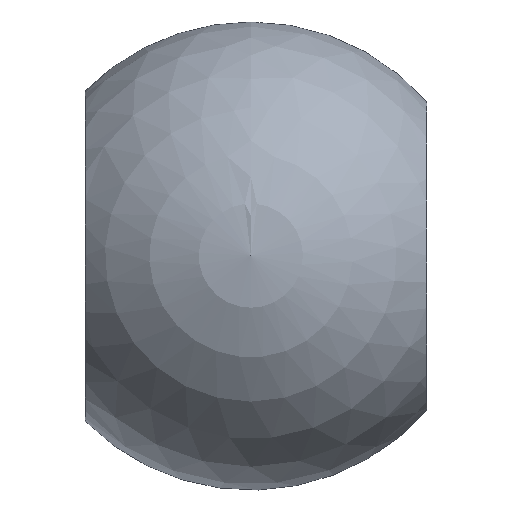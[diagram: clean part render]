
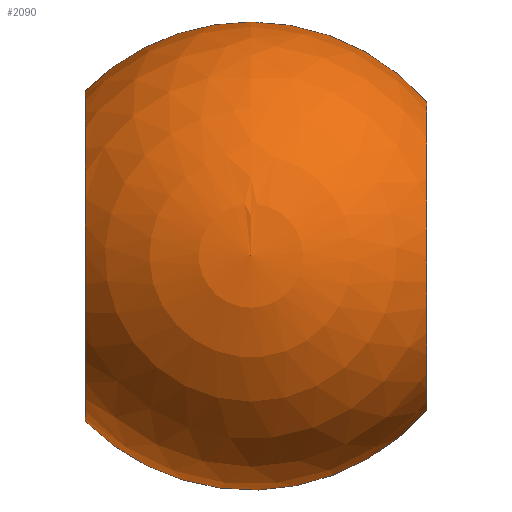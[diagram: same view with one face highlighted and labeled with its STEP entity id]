
A CAD part, top view. The second image highlights one B-rep face of the part: STEP entity #2090.
In plain terms, the highlighted spherical face has radius 5 mm.
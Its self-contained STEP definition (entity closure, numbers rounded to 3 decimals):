
#137 = ORIENTED_EDGE ( 'NONE', *, *, #2176, .T. ) ;
#141 = EDGE_LOOP ( 'NONE', ( #2040, #137, #224, #2038 ) ) ;
#224 = ORIENTED_EDGE ( 'NONE', *, *, #2148, .T. ) ;
#398 = DIRECTION ( 'NONE',  ( 0., 0., 1. ) ) ;
#402 = DIRECTION ( 'NONE',  ( -1., 0., 0. ) ) ;
#431 = CARTESIAN_POINT ( 'NONE',  ( 3.76, 0., 0. ) ) ;
#446 = CARTESIAN_POINT ( 'NONE',  ( 3.76, 3.296, 0. ) ) ;
#463 = CARTESIAN_POINT ( 'NONE',  ( -3.54, 3.531, 0. ) ) ;
#476 = CARTESIAN_POINT ( 'NONE',  ( -3.54, -3.531, 0. ) ) ;
#482 = CARTESIAN_POINT ( 'NONE',  ( 3.76, -3.296, 0. ) ) ;
#753 = DIRECTION ( 'NONE',  ( 0., 1., 0. ) ) ;
#792 = CARTESIAN_POINT ( 'NONE',  ( 0., 0., 0. ) ) ;
#793 = DIRECTION ( 'NONE',  ( 0., 0., -1. ) ) ;
#798 = CARTESIAN_POINT ( 'NONE',  ( 0., 0., 0. ) ) ;
#800 = DIRECTION ( 'NONE',  ( 1., 0., 0. ) ) ;
#804 = DIRECTION ( 'NONE',  ( 0., 0., 1. ) ) ;
#843 = FACE_OUTER_BOUND ( 'NONE', #141, .T. ) ;
#845 = SPHERICAL_SURFACE ( 'NONE', #2189, 5. ) ;
#936 = DIRECTION ( 'NONE',  ( 0., 0., -1. ) ) ;
#945 = CARTESIAN_POINT ( 'NONE',  ( 0., 0., 0. ) ) ;
#949 = DIRECTION ( 'NONE',  ( 0., 1., 0. ) ) ;
#1983 = CIRCLE ( 'NONE', #2182, 5. ) ;
#1994 = CIRCLE ( 'NONE', #2195, 5. ) ;
#1997 = CIRCLE ( 'NONE', #2110, 3.296 ) ;
#1999 = CIRCLE ( 'NONE', #2107, 3.531 ) ;
#2038 = ORIENTED_EDGE ( 'NONE', *, *, #2365, .F. ) ;
#2040 = ORIENTED_EDGE ( 'NONE', *, *, #2146, .F. ) ;
#2090 = ADVANCED_FACE ( 'NONE', ( #843 ), #845, .T. ) ;
#2107 = AXIS2_PLACEMENT_3D ( 'NONE', #2286, #2287, #2288 ) ;
#2110 = AXIS2_PLACEMENT_3D ( 'NONE', #431, #402, #398 ) ;
#2146 = EDGE_CURVE ( 'NONE', #2312, #2325, #1983, .T. ) ;
#2148 = EDGE_CURVE ( 'NONE', #2329, #2331, #1994, .T. ) ;
#2176 = EDGE_CURVE ( 'NONE', #2312, #2329, #1997, .T. ) ;
#2182 = AXIS2_PLACEMENT_3D ( 'NONE', #792, #793, #753 ) ;
#2189 = AXIS2_PLACEMENT_3D ( 'NONE', #945, #936, #949 ) ;
#2195 = AXIS2_PLACEMENT_3D ( 'NONE', #798, #804, #800 ) ;
#2286 = CARTESIAN_POINT ( 'NONE',  ( -3.54, 0., 0. ) ) ;
#2287 = DIRECTION ( 'NONE',  ( -1., 0., 0. ) ) ;
#2288 = DIRECTION ( 'NONE',  ( 0., 0., 1. ) ) ;
#2312 = VERTEX_POINT ( 'NONE', #482 ) ;
#2325 = VERTEX_POINT ( 'NONE', #476 ) ;
#2329 = VERTEX_POINT ( 'NONE', #446 ) ;
#2331 = VERTEX_POINT ( 'NONE', #463 ) ;
#2365 = EDGE_CURVE ( 'NONE', #2325, #2331, #1999, .T. ) ;
